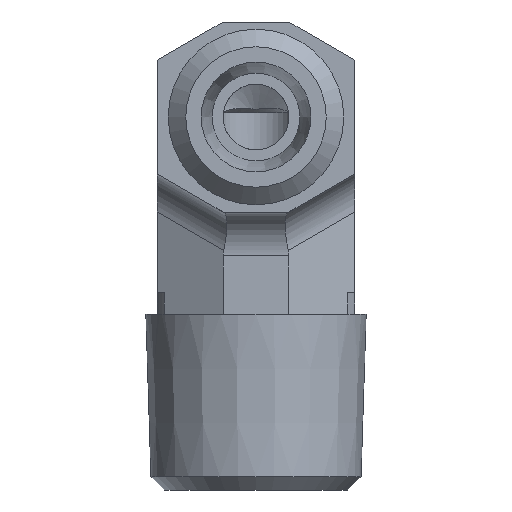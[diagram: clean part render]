
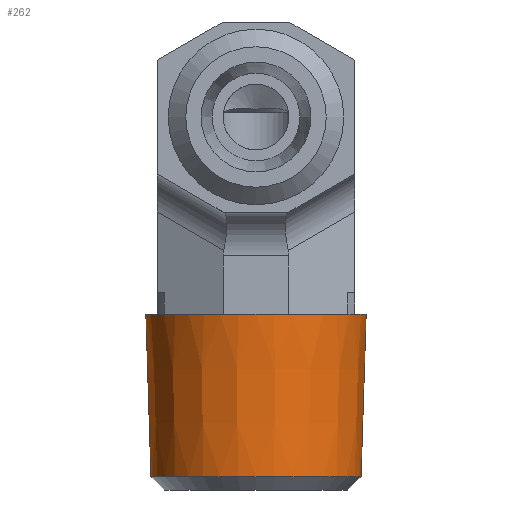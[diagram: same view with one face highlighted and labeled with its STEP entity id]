
A CAD part, front view. The second image highlights one B-rep face of the part: STEP entity #262.
In plain terms, the highlighted conical face has half-angle 1.791 degrees and reference radius 4.895 mm.
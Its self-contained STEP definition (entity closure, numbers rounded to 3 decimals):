
#73=CARTESIAN_POINT('',(-15.196,9.544,-7.4));
#74=VERTEX_POINT('',#73);
#75=CARTESIAN_POINT('',(-19.985,9.544,-7.4));
#76=DIRECTION('',(0.0,0.0,-1.0));
#77=DIRECTION('',(-1.0,0.0,0.0));
#78=AXIS2_PLACEMENT_3D('',#75,#76,#77);
#79=CIRCLE('',#78,4.789);
#80=EDGE_CURVE('',#74,#74,#79,.T.);
#116=CARTESIAN_POINT('',(-19.985,9.544,-4.));
#117=DIRECTION('',(0.0,0.0,1.0));
#118=DIRECTION('',(1.0,0.0,0.0));
#119=AXIS2_PLACEMENT_3D('',#116,#117,#118);
#120=CONICAL_SURFACE('',#119,4.895,1.791);
#121=CARTESIAN_POINT('',(-24.162,6.76,0.));
#122=VERTEX_POINT('',#121);
#123=CARTESIAN_POINT('',(-24.162,6.76,0.));
#124=VERTEX_POINT('',#123);
#125=CARTESIAN_POINT('',(-24.162,6.76,0.));
#126=DIRECTION('',(0.061,-0.035,-0.998));
#127=VECTOR('',#126,0.);
#128=LINE('',#125,#127);
#129=EDGE_CURVE('',#122,#124,#128,.T.);
#130=ORIENTED_EDGE('',*,*,#129,.F.);
#131=CARTESIAN_POINT('',(-24.485,7.318,0.));
#132=VERTEX_POINT('',#131);
#133=CARTESIAN_POINT('',(-19.985,9.544,0.));
#134=DIRECTION('',(0.0,0.0,1.0));
#135=DIRECTION('',(1.0,0.0,0.0));
#136=AXIS2_PLACEMENT_3D('',#133,#134,#135);
#137=CIRCLE('',#136,5.02);
#138=EDGE_CURVE('',#132,#122,#137,.T.);
#139=ORIENTED_EDGE('',*,*,#138,.F.);
#140=CARTESIAN_POINT('',(-24.485,7.318,0.));
#141=VERTEX_POINT('',#140);
#142=CARTESIAN_POINT('',(-24.485,7.318,0.));
#143=DIRECTION('',(0.0,-0.07,0.998));
#144=VECTOR('',#143,0.);
#145=LINE('',#142,#144);
#146=EDGE_CURVE('',#141,#132,#145,.T.);
#147=ORIENTED_EDGE('',*,*,#146,.F.);
#148=CARTESIAN_POINT('',(-24.485,11.77,0.));
#149=VERTEX_POINT('',#148);
#150=CARTESIAN_POINT('',(-19.985,9.544,0.));
#151=DIRECTION('',(0.0,0.0,1.0));
#152=DIRECTION('',(1.0,0.0,0.0));
#153=AXIS2_PLACEMENT_3D('',#150,#151,#152);
#154=CIRCLE('',#153,5.02);
#155=EDGE_CURVE('',#149,#141,#154,.T.);
#156=ORIENTED_EDGE('',*,*,#155,.F.);
#157=CARTESIAN_POINT('',(-24.485,11.77,0.));
#158=VERTEX_POINT('',#157);
#159=CARTESIAN_POINT('',(-24.485,11.77,0.));
#160=DIRECTION('',(0.0,-0.07,-0.998));
#161=VECTOR('',#160,0.);
#162=LINE('',#159,#161);
#163=EDGE_CURVE('',#158,#149,#162,.T.);
#164=ORIENTED_EDGE('',*,*,#163,.F.);
#165=CARTESIAN_POINT('',(-24.162,12.328,0.));
#166=VERTEX_POINT('',#165);
#167=CARTESIAN_POINT('',(-19.985,9.544,0.));
#168=DIRECTION('',(0.0,0.0,1.0));
#169=DIRECTION('',(1.0,0.0,0.0));
#170=AXIS2_PLACEMENT_3D('',#167,#168,#169);
#171=CIRCLE('',#170,5.02);
#172=EDGE_CURVE('',#166,#158,#171,.T.);
#173=ORIENTED_EDGE('',*,*,#172,.F.);
#174=CARTESIAN_POINT('',(-24.162,12.328,0.));
#175=VERTEX_POINT('',#174);
#176=CARTESIAN_POINT('',(-24.162,12.328,0.));
#177=DIRECTION('',(-0.061,-0.035,0.998));
#178=VECTOR('',#177,0.);
#179=LINE('',#176,#178);
#180=EDGE_CURVE('',#175,#166,#179,.T.);
#181=ORIENTED_EDGE('',*,*,#180,.F.);
#182=CARTESIAN_POINT('',(-15.807,12.328,0.));
#183=VERTEX_POINT('',#182);
#184=CARTESIAN_POINT('',(-19.985,9.544,0.));
#185=DIRECTION('',(0.0,0.0,1.0));
#186=DIRECTION('',(1.0,0.0,0.0));
#187=AXIS2_PLACEMENT_3D('',#184,#185,#186);
#188=CIRCLE('',#187,5.02);
#189=EDGE_CURVE('',#183,#175,#188,.T.);
#190=ORIENTED_EDGE('',*,*,#189,.F.);
#191=CARTESIAN_POINT('',(-15.807,12.328,0.));
#192=VERTEX_POINT('',#191);
#193=CARTESIAN_POINT('',(-15.807,12.328,0.));
#194=DIRECTION('',(-0.061,0.035,-0.998));
#195=VECTOR('',#194,0.);
#196=LINE('',#193,#195);
#197=EDGE_CURVE('',#192,#183,#196,.T.);
#198=ORIENTED_EDGE('',*,*,#197,.F.);
#199=CARTESIAN_POINT('',(-15.485,11.77,0.));
#200=VERTEX_POINT('',#199);
#201=CARTESIAN_POINT('',(-19.985,9.544,0.));
#202=DIRECTION('',(0.0,0.0,1.0));
#203=DIRECTION('',(1.0,0.0,0.0));
#204=AXIS2_PLACEMENT_3D('',#201,#202,#203);
#205=CIRCLE('',#204,5.02);
#206=EDGE_CURVE('',#200,#192,#205,.T.);
#207=ORIENTED_EDGE('',*,*,#206,.F.);
#208=CARTESIAN_POINT('',(-15.485,11.77,0.));
#209=VERTEX_POINT('',#208);
#210=CARTESIAN_POINT('',(-15.485,11.77,0.));
#211=DIRECTION('',(0.0,0.07,0.998));
#212=VECTOR('',#211,0.);
#213=LINE('',#210,#212);
#214=EDGE_CURVE('',#209,#200,#213,.T.);
#215=ORIENTED_EDGE('',*,*,#214,.F.);
#216=CARTESIAN_POINT('',(-15.485,7.318,0.));
#217=VERTEX_POINT('',#216);
#218=CARTESIAN_POINT('',(-19.985,9.544,0.));
#219=DIRECTION('',(0.0,0.0,1.0));
#220=DIRECTION('',(1.0,0.0,0.0));
#221=AXIS2_PLACEMENT_3D('',#218,#219,#220);
#222=CIRCLE('',#221,5.02);
#223=EDGE_CURVE('',#217,#209,#222,.T.);
#224=ORIENTED_EDGE('',*,*,#223,.F.);
#225=CARTESIAN_POINT('',(-15.485,7.318,0.));
#226=VERTEX_POINT('',#225);
#227=CARTESIAN_POINT('',(-15.485,7.318,0.));
#228=DIRECTION('',(0.0,0.07,-0.998));
#229=VECTOR('',#228,0.);
#230=LINE('',#227,#229);
#231=EDGE_CURVE('',#226,#217,#230,.T.);
#232=ORIENTED_EDGE('',*,*,#231,.F.);
#233=CARTESIAN_POINT('',(-15.807,6.76,0.));
#234=VERTEX_POINT('',#233);
#235=CARTESIAN_POINT('',(-19.985,9.544,0.));
#236=DIRECTION('',(0.0,0.0,1.0));
#237=DIRECTION('',(1.0,0.0,0.0));
#238=AXIS2_PLACEMENT_3D('',#235,#236,#237);
#239=CIRCLE('',#238,5.02);
#240=EDGE_CURVE('',#234,#226,#239,.T.);
#241=ORIENTED_EDGE('',*,*,#240,.F.);
#242=CARTESIAN_POINT('',(-15.807,6.76,0.));
#243=VERTEX_POINT('',#242);
#244=CARTESIAN_POINT('',(-15.807,6.76,0.));
#245=DIRECTION('',(0.061,0.035,0.998));
#246=VECTOR('',#245,0.);
#247=LINE('',#244,#246);
#248=EDGE_CURVE('',#243,#234,#247,.T.);
#249=ORIENTED_EDGE('',*,*,#248,.F.);
#250=CARTESIAN_POINT('',(-19.985,9.544,0.));
#251=DIRECTION('',(0.0,0.0,1.0));
#252=DIRECTION('',(1.0,0.0,0.0));
#253=AXIS2_PLACEMENT_3D('',#250,#251,#252);
#254=CIRCLE('',#253,5.02);
#255=EDGE_CURVE('',#124,#243,#254,.T.);
#256=ORIENTED_EDGE('',*,*,#255,.F.);
#257=EDGE_LOOP('',(#130,#139,#147,#156,#164,#173,#181,#190,#198,#207,#215,#224,#232,#241,#249,#256));
#258=FACE_OUTER_BOUND('',#257,.T.);
#259=ORIENTED_EDGE('',*,*,#80,.F.);
#260=EDGE_LOOP('',(#259));
#261=FACE_BOUND('',#260,.T.);
#262=ADVANCED_FACE('',(#258,#261),#120,.T.);
